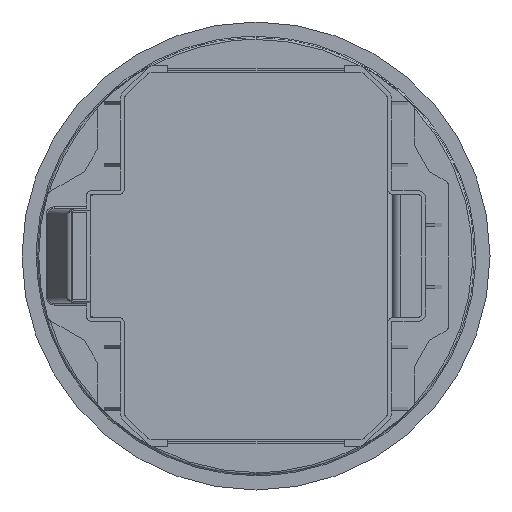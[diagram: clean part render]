
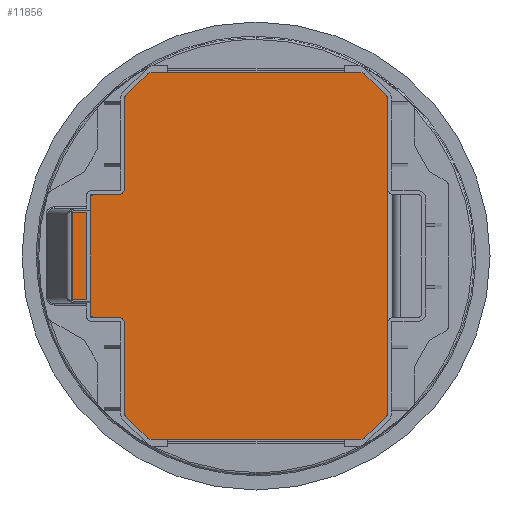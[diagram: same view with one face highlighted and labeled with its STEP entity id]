
A CAD part, front view. The second image highlights one B-rep face of the part: STEP entity #11856.
In plain terms, the highlighted face is planar.
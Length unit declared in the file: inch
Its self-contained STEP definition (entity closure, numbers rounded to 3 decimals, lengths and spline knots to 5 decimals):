
#411 = CARTESIAN_POINT ( 'NONE',  ( 0., 0., 0. ) ) ;
#1698 = DIRECTION ( 'NONE',  ( -1., 0., 0. ) ) ;
#2176 = VERTEX_POINT ( 'NONE', #4382 ) ;
#2955 = CARTESIAN_POINT ( 'NONE',  ( 2.06693, 4.83671, 0. ) ) ;
#3120 = DIRECTION ( 'NONE',  ( 0., 0., 1. ) ) ;
#3354 = ORIENTED_EDGE ( 'NONE', *, *, #3982, .F. ) ;
#3480 = EDGE_CURVE ( 'NONE', #10197, #6729, #5766, .T. ) ;
#3856 = CIRCLE ( 'NONE', #15723, 5.25984 ) ;
#3914 = DIRECTION ( 'NONE',  ( 0., -1., 0. ) ) ;
#3982 = EDGE_CURVE ( 'NONE', #7693, #6323, #15195, .T. ) ;
#4129 = EDGE_LOOP ( 'NONE', ( #9463, #5880, #12762, #3354, #13310, #13598 ) ) ;
#4370 = CARTESIAN_POINT ( 'NONE',  ( 5.25984, 0., 0. ) ) ;
#4382 = CARTESIAN_POINT ( 'NONE',  ( -2.06693, 4.83671, 0. ) ) ;
#4454 = CARTESIAN_POINT ( 'NONE',  ( 2.06693, 0., 0. ) ) ;
#5618 = CIRCLE ( 'NONE', #11492, 5.25984 ) ;
#5742 = CARTESIAN_POINT ( 'NONE',  ( 2.06693, 3.25197, 0. ) ) ;
#5766 = LINE ( 'NONE', #4454, #8338 ) ;
#5880 = ORIENTED_EDGE ( 'NONE', *, *, #3480, .F. ) ;
#6043 = VECTOR ( 'NONE', #15926, 39.37008 ) ;
#6236 = VECTOR ( 'NONE', #12956, 39.37008 ) ;
#6323 = VERTEX_POINT ( 'NONE', #4370 ) ;
#6351 = CARTESIAN_POINT ( 'NONE',  ( 0., 0., 0. ) ) ;
#6729 = VERTEX_POINT ( 'NONE', #5742 ) ;
#6766 = EDGE_CURVE ( 'NONE', #13166, #2176, #8028, .T. ) ;
#7611 = DIRECTION ( 'NONE',  ( -1., 0., 0. ) ) ;
#7693 = VERTEX_POINT ( 'NONE', #11944 ) ;
#7941 = CARTESIAN_POINT ( 'NONE',  ( 0., 3.25197, 0. ) ) ;
#8028 = LINE ( 'NONE', #12191, #6043 ) ;
#8241 = AXIS2_PLACEMENT_3D ( 'NONE', #10649, #3120, #11914 ) ;
#8338 = VECTOR ( 'NONE', #3914, 39.37008 ) ;
#9233 = DIRECTION ( 'NONE',  ( 0., 0., 1. ) ) ;
#9446 = DIRECTION ( 'NONE',  ( -1., 0., 0. ) ) ;
#9461 = DIRECTION ( 'NONE',  ( 0., 0., 1. ) ) ;
#9463 = ORIENTED_EDGE ( 'NONE', *, *, #9778, .F. ) ;
#9484 = CARTESIAN_POINT ( 'NONE',  ( 0., 0., 0. ) ) ;
#9599 = LINE ( 'NONE', #7941, #6236 ) ;
#9778 = EDGE_CURVE ( 'NONE', #6729, #13166, #9599, .T. ) ;
#9880 = AXIS2_PLACEMENT_3D ( 'NONE', #9484, #9461, #9446 ) ;
#9994 = EDGE_CURVE ( 'NONE', #6323, #10197, #3856, .T. ) ;
#10197 = VERTEX_POINT ( 'NONE', #2955 ) ;
#10649 = CARTESIAN_POINT ( 'NONE',  ( 0., 0., 0. ) ) ;
#11257 = EDGE_CURVE ( 'NONE', #2176, #7693, #5618, .T. ) ;
#11492 = AXIS2_PLACEMENT_3D ( 'NONE', #411, #9233, #1698 ) ;
#11856 = ADVANCED_FACE ( 'NONE', ( #16224 ), #11861, .F. ) ;
#11861 = PLANE ( 'NONE',  #8241 ) ;
#11914 = DIRECTION ( 'NONE',  ( 1., 0., 0. ) ) ;
#11944 = CARTESIAN_POINT ( 'NONE',  ( -5.25984, 0., 0. ) ) ;
#12191 = CARTESIAN_POINT ( 'NONE',  ( -2.06693, 0., 0. ) ) ;
#12762 = ORIENTED_EDGE ( 'NONE', *, *, #9994, .F. ) ;
#12956 = DIRECTION ( 'NONE',  ( -1., 0., 0. ) ) ;
#13166 = VERTEX_POINT ( 'NONE', #14604 ) ;
#13310 = ORIENTED_EDGE ( 'NONE', *, *, #11257, .F. ) ;
#13598 = ORIENTED_EDGE ( 'NONE', *, *, #6766, .F. ) ;
#14604 = CARTESIAN_POINT ( 'NONE',  ( -2.06693, 3.25197, 0. ) ) ;
#15163 = DIRECTION ( 'NONE',  ( 0., 0., 1. ) ) ;
#15195 = CIRCLE ( 'NONE', #9880, 5.25984 ) ;
#15723 = AXIS2_PLACEMENT_3D ( 'NONE', #6351, #15163, #7611 ) ;
#15926 = DIRECTION ( 'NONE',  ( 0., 1., 0. ) ) ;
#16224 = FACE_OUTER_BOUND ( 'NONE', #4129, .T. ) ;
